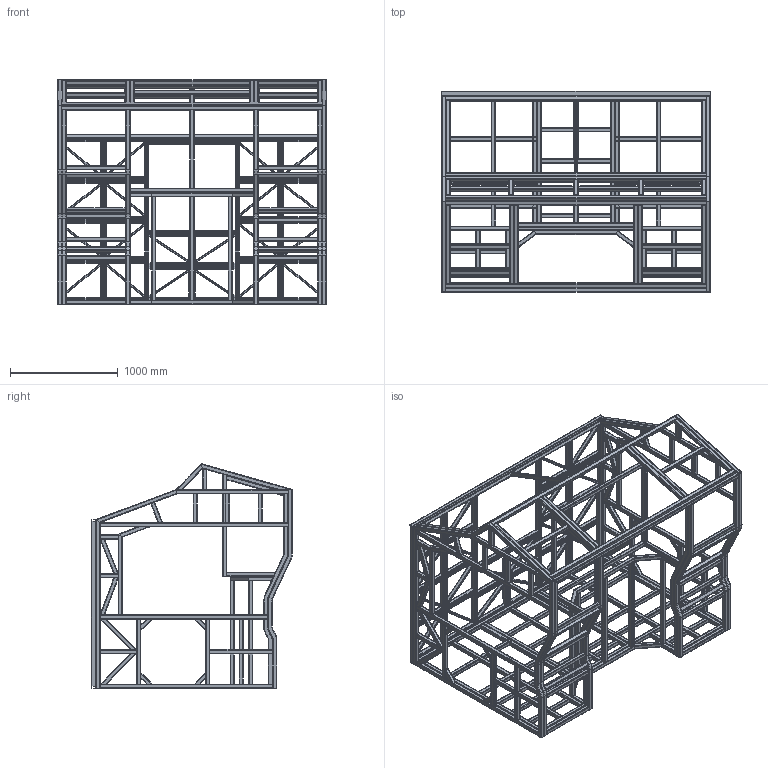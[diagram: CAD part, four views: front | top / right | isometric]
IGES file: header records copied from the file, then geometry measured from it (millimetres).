
Global section: file name: 1.STRUCTURAL ASSEMBLY_TOP; native system: Autodesk Inventor 2019; preprocessor: unknown; author: SREEMAN-HOPE; date: 20190705.122224; units: millimetre
Bounding box: 2500 x 1870 x 2090 mm (x, y, z)
Volume: 69771425.2 mm3; surface area: 48972136.8 mm2
Topology: 276 solids, 276 shells, 5738 faces, 24172 edges, 28104 vertices
Faces by surface type: bspline 5738
